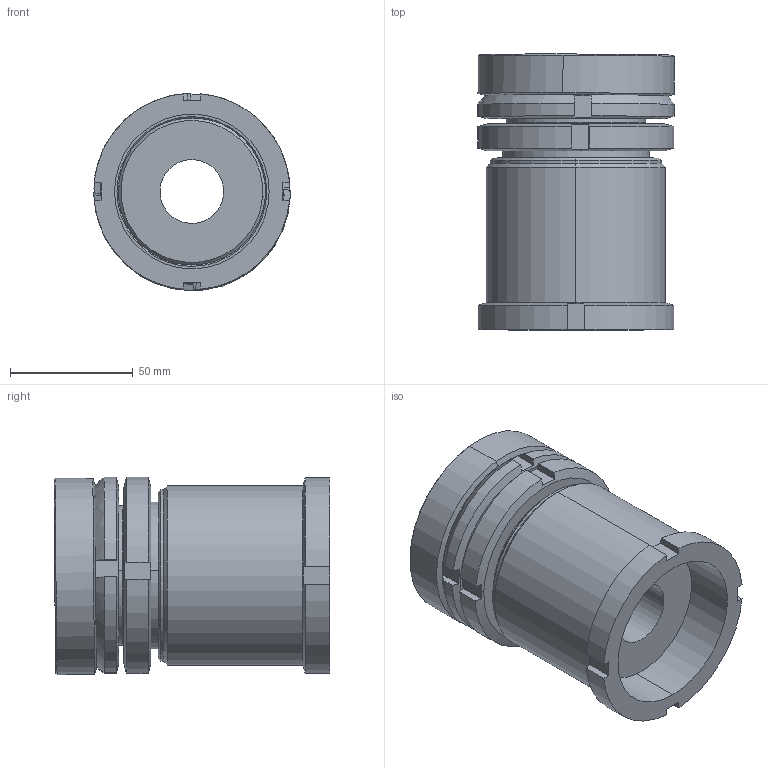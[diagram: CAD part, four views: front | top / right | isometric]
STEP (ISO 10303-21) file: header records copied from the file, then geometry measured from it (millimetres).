
FILE_DESCRIPTION (( 'STEP AP214' ), '1' );
FILE_NAME ('KVSK 60-26 0-0.STEP', '2015-10-09T10:50:27', ( '' ), ( '' ), 'SwSTEP 2.0', 'SolidWorks 2015', '' );
FILE_SCHEMA (( 'AUTOMOTIVE_DESIGN' ));
Length unit declared in the file: millimetre
Products named in the file (5): KM 60-0 A1; KAS 60 2-0 A1; HVS 60 2-0 A1; KVSK 60-26 0-0; KVS 60-26 1-0 A1
Assembly tree (4 placements, depth 2):
  KVSK 60-26 0-0
    HVS 60 2-0 A1
    KAS 60 2-0 A1
    KVS 60-26 1-0 A1
    KM 60-0 A1
Bounding box: 80.11 x 112.34 x 80.4 mm (x, y, z)
Volume: 368683.2 mm3; surface area: 88912.8 mm2
Topology: 4 solids, 4 shells, 132 faces, 316 edges, 198 vertices
Faces by surface type: plane 50, cylinder 42, cone 30, torus 6, sphere 4
Entity records: 4268 total; most frequent: CARTESIAN_POINT 917, DIRECTION 678, ORIENTED_EDGE 632, EDGE_CURVE 316, AXIS2_PLACEMENT_3D 279, VERTEX_POINT 198, EDGE_LOOP 146, CIRCLE 140
